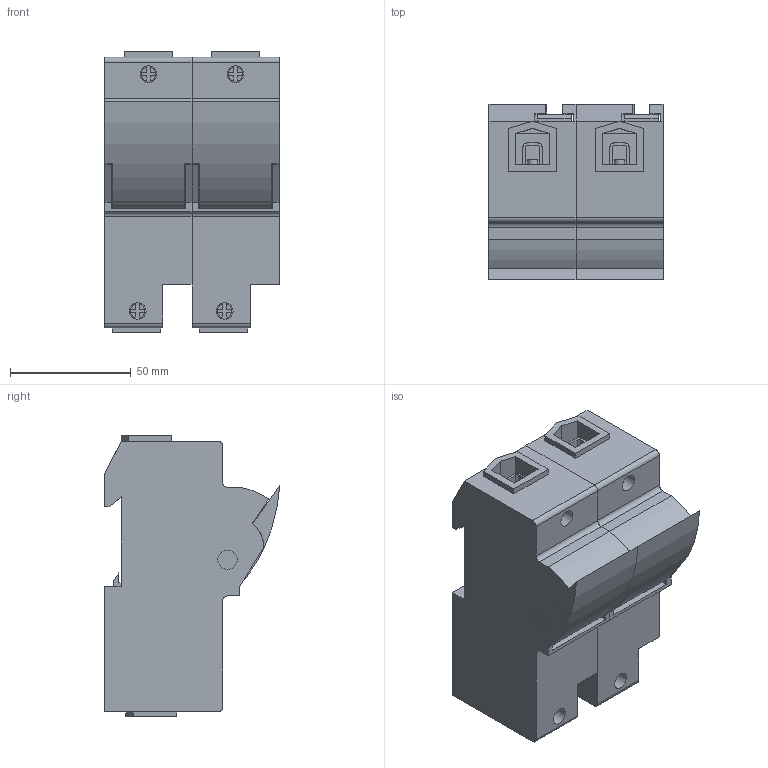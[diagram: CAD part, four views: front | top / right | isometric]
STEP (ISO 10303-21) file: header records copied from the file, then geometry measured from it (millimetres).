
FILE_DESCRIPTION(/* description */ ('STEP AP214'),/* implementation_level */ '2;1');
FILE_NAME(/* name */ '31121',/* time_stamp */ '2024-11-11T16:51:01+01:00',/* author */ ('License CC BY-ND 4.0'),/* organization */ ('CADENAS'),/* preprocessor_version */ 'ST-DEVELOPER v19.3',/* originating_system */ 'PARTsolutions',/* authorisation */ ' ');
FILE_SCHEMA (('AUTOMOTIVE_DESIGN {1 0 10303 214 3 1 1}'));
Length unit declared in the file: millimetre
Products named in the file (6): 31121; Basis22x5812; Basis22x5801; Handhabe22x58_Schnapp; 30414000; Schnapp14_Handhabe
Assembly tree (10 placements, depth 2):
  31121
    Basis22x5812
    Basis22x5801
    Handhabe22x58_Schnapp  x2
    30414000  x4
    Schnapp14_Handhabe  x2
Bounding box: 72 x 72.62 x 116.5 mm (x, y, z)
Volume: 318790.9 mm3; surface area: 92643.3 mm2
Topology: 10 solids, 10 shells, 408 faces, 1096 edges, 722 vertices
Faces by surface type: plane 314, cylinder 86, torus 8
Full cylindrical faces by diameter (mm): 4 x8, 7 x4, 8 x16
Entity records: 7795 total; most frequent: CARTESIAN_POINT 1371, ORIENTED_EDGE 1290, DIRECTION 1250, EDGE_CURVE 645, LINE 534, VECTOR 534, VERTEX_POINT 435, AXIS2_PLACEMENT_3D 358
